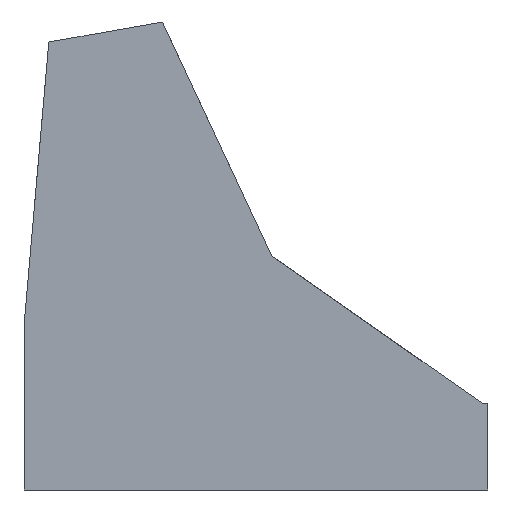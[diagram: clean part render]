
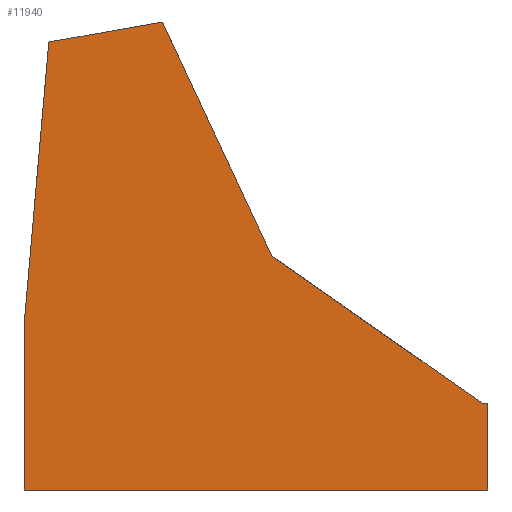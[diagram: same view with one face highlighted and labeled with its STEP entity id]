
A CAD part, left-side view. The second image highlights one B-rep face of the part: STEP entity #11940.
In plain terms, the highlighted planar face has unit normal (-1, 0, 0).
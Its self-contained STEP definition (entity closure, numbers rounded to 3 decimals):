
#34=CARTESIAN_POINT('',(-5.994,254.905,54.475));
#35=VERTEX_POINT('',#34);
#42=CARTESIAN_POINT('',(-5.994,241.884,203.303));
#43=VERTEX_POINT('',#42);
#44=CARTESIAN_POINT('',(-5.994,241.884,203.303));
#45=DIRECTION('',(0.,0.087,-0.996));
#46=VECTOR('',#45,149.396);
#47=LINE('',#44,#46);
#48=EDGE_CURVE('',#43,#35,#47,.T.);
#10052=CARTESIAN_POINT('',(-5.994,9.617,12.205));
#10053=VERTEX_POINT('',#10052);
#10060=CARTESIAN_POINT('',(-5.994,9.617,-33.668));
#10061=VERTEX_POINT('',#10060);
#10062=CARTESIAN_POINT('',(-5.994,9.617,12.205));
#10063=DIRECTION('',(0.,0.,-1.));
#10064=VECTOR('',#10063,45.873);
#10065=LINE('',#10062,#10064);
#10066=EDGE_CURVE('',#10053,#10061,#10065,.T.);
#10100=CARTESIAN_POINT('',(-5.994,12.617,12.205));
#10101=VERTEX_POINT('',#10100);
#10108=CARTESIAN_POINT('',(-5.994,9.617,12.205));
#10109=DIRECTION('',(0.,1.,0.));
#10110=VECTOR('',#10109,3.);
#10111=LINE('',#10108,#10110);
#10112=EDGE_CURVE('',#10053,#10101,#10111,.T.);
#10170=CARTESIAN_POINT('',(-5.994,181.704,213.914));
#10171=VERTEX_POINT('',#10170);
#10172=CARTESIAN_POINT('',(-5.994,181.704,213.914));
#10173=DIRECTION('',(0.,0.985,-0.174));
#10174=VECTOR('',#10173,61.109);
#10175=LINE('',#10172,#10174);
#10176=EDGE_CURVE('',#10171,#43,#10175,.T.);
#11038=CARTESIAN_POINT('',(-5.994,254.905,-33.668));
#11039=VERTEX_POINT('',#11038);
#11046=CARTESIAN_POINT('',(-5.994,254.905,54.475));
#11047=DIRECTION('',(0.,0.,-1.));
#11048=VECTOR('',#11047,88.143);
#11049=LINE('',#11046,#11048);
#11050=EDGE_CURVE('',#35,#11039,#11049,.T.);
#11090=CARTESIAN_POINT('',(-5.994,124.019,90.21));
#11091=VERTEX_POINT('',#11090);
#11098=CARTESIAN_POINT('',(-5.994,12.617,12.205));
#11099=DIRECTION('',(0.,0.819,0.574));
#11100=VECTOR('',#11099,135.998);
#11101=LINE('',#11098,#11100);
#11102=EDGE_CURVE('',#10101,#11091,#11101,.T.);
#11128=CARTESIAN_POINT('',(-5.994,124.019,90.21));
#11129=DIRECTION('',(0.,0.423,0.906));
#11130=VECTOR('',#11129,136.492);
#11131=LINE('',#11128,#11130);
#11132=EDGE_CURVE('',#11091,#10171,#11131,.T.);
#11144=CARTESIAN_POINT('',(-5.994,254.905,-33.668));
#11145=DIRECTION('',(0.,-1.,0.));
#11146=VECTOR('',#11145,245.289);
#11147=LINE('',#11144,#11146);
#11148=EDGE_CURVE('',#11039,#10061,#11147,.T.);
#11925=CARTESIAN_POINT('',(-5.994,133.761,89.898));
#11926=DIRECTION('',(1.,0.,0.));
#11927=DIRECTION('',(0.,0.,-1.));
#11928=AXIS2_PLACEMENT_3D('',#11925,#11926,#11927);
#11929=PLANE('',#11928);
#11930=ORIENTED_EDGE('',*,*,#48,.T.);
#11931=ORIENTED_EDGE('',*,*,#11050,.T.);
#11932=ORIENTED_EDGE('',*,*,#11148,.T.);
#11933=ORIENTED_EDGE('',*,*,#10066,.F.);
#11934=ORIENTED_EDGE('',*,*,#10112,.T.);
#11935=ORIENTED_EDGE('',*,*,#11102,.T.);
#11936=ORIENTED_EDGE('',*,*,#11132,.T.);
#11937=ORIENTED_EDGE('',*,*,#10176,.T.);
#11938=EDGE_LOOP('',(#11930,#11931,#11932,#11933,#11934,#11935,#11936,#11937));
#11939=FACE_BOUND('',#11938,.T.);
#11940=ADVANCED_FACE('',(#11939),#11929,.F.);
